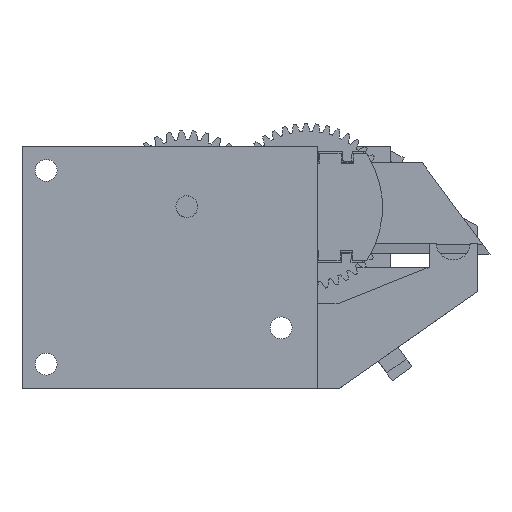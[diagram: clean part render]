
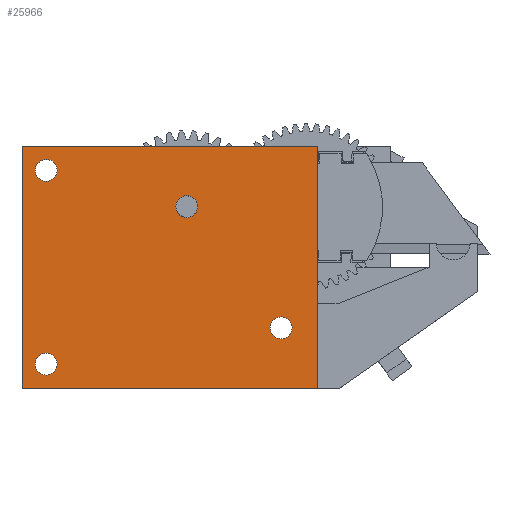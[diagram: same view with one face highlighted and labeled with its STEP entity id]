
A CAD part, front view. The second image highlights one B-rep face of the part: STEP entity #25966.
In plain terms, the highlighted face is planar.
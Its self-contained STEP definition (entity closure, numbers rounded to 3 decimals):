
#648=FACE_BOUND('',#5763,.T.);
#649=FACE_BOUND('',#5764,.T.);
#650=FACE_BOUND('',#5765,.T.);
#651=FACE_BOUND('',#5766,.T.);
#2021=CIRCLE('',#29086,2.25);
#2023=CIRCLE('',#29089,2.25);
#2025=CIRCLE('',#29092,2.25);
#2027=CIRCLE('',#29095,2.25);
#4151=FACE_OUTER_BOUND('',#5762,.T.);
#5762=EDGE_LOOP('',(#23754,#23755,#23756,#23757));
#5763=EDGE_LOOP('',(#23758));
#5764=EDGE_LOOP('',(#23759));
#5765=EDGE_LOOP('',(#23760));
#5766=EDGE_LOOP('',(#23761));
#8045=LINE('',#44706,#10339);
#8056=LINE('',#44736,#10350);
#8058=LINE('',#44740,#10352);
#8060=LINE('',#44743,#10354);
#10339=VECTOR('',#37123,10.);
#10350=VECTOR('',#37154,10.);
#10352=VECTOR('',#37158,10.);
#10354=VECTOR('',#37162,10.);
#12630=VERTEX_POINT('',#44584);
#12632=VERTEX_POINT('',#44590);
#12634=VERTEX_POINT('',#44596);
#12636=VERTEX_POINT('',#44602);
#12670=VERTEX_POINT('',#44703);
#12671=VERTEX_POINT('',#44705);
#12680=VERTEX_POINT('',#44735);
#12681=VERTEX_POINT('',#44739);
#16296=EDGE_CURVE('',#12630,#12630,#2021,.T.);
#16299=EDGE_CURVE('',#12632,#12632,#2023,.T.);
#16302=EDGE_CURVE('',#12634,#12634,#2025,.T.);
#16305=EDGE_CURVE('',#12636,#12636,#2027,.T.);
#16356=EDGE_CURVE('',#12671,#12670,#8045,.T.);
#16371=EDGE_CURVE('',#12680,#12671,#8056,.T.);
#16373=EDGE_CURVE('',#12681,#12680,#8058,.T.);
#16375=EDGE_CURVE('',#12670,#12681,#8060,.T.);
#23754=ORIENTED_EDGE('',*,*,#16375,.T.);
#23755=ORIENTED_EDGE('',*,*,#16373,.T.);
#23756=ORIENTED_EDGE('',*,*,#16371,.T.);
#23757=ORIENTED_EDGE('',*,*,#16356,.T.);
#23758=ORIENTED_EDGE('',*,*,#16296,.T.);
#23759=ORIENTED_EDGE('',*,*,#16299,.T.);
#23760=ORIENTED_EDGE('',*,*,#16302,.T.);
#23761=ORIENTED_EDGE('',*,*,#16305,.T.);
#24518=PLANE('',#29130);
#25966=ADVANCED_FACE('',(#4151,#648,#649,#650,#651),#24518,.T.);
#29086=AXIS2_PLACEMENT_3D('',#44585,#37011,#37012);
#29089=AXIS2_PLACEMENT_3D('',#44591,#37018,#37019);
#29092=AXIS2_PLACEMENT_3D('',#44597,#37025,#37026);
#29095=AXIS2_PLACEMENT_3D('',#44603,#37032,#37033);
#29130=AXIS2_PLACEMENT_3D('',#44744,#37163,#37164);
#37011=DIRECTION('center_axis',(0.,-1.,0.));
#37012=DIRECTION('ref_axis',(1.,0.,0.));
#37018=DIRECTION('center_axis',(0.,-1.,0.));
#37019=DIRECTION('ref_axis',(1.,0.,0.));
#37025=DIRECTION('center_axis',(0.,-1.,0.));
#37026=DIRECTION('ref_axis',(1.,0.,0.));
#37032=DIRECTION('center_axis',(0.,-1.,0.));
#37033=DIRECTION('ref_axis',(1.,0.,0.));
#37123=DIRECTION('',(0.,0.,-1.));
#37154=DIRECTION('',(1.,0.,0.));
#37158=DIRECTION('',(0.,0.,1.));
#37162=DIRECTION('',(-1.,0.,0.));
#37163=DIRECTION('center_axis',(0.,1.,0.));
#37164=DIRECTION('ref_axis',(0.,0.,1.));
#44584=CARTESIAN_POINT('',(-29.25,8.,-37.5));
#44585=CARTESIAN_POINT('Origin',(-27.,8.,-37.5));
#44590=CARTESIAN_POINT('',(-58.25,8.,-45.));
#44591=CARTESIAN_POINT('Origin',(-56.,8.,-45.));
#44596=CARTESIAN_POINT('',(-58.25,8.,-5.));
#44597=CARTESIAN_POINT('Origin',(-56.,8.,-5.));
#44602=CARTESIAN_POINT('',(-9.75,8.,-12.5));
#44603=CARTESIAN_POINT('Origin',(-7.5,8.,-12.5));
#44703=CARTESIAN_POINT('',(0.,8.,-50.));
#44705=CARTESIAN_POINT('',(0.,8.,0.));
#44706=CARTESIAN_POINT('',(0.,8.,0.));
#44735=CARTESIAN_POINT('',(-61.,8.,0.));
#44736=CARTESIAN_POINT('',(-61.,8.,0.));
#44739=CARTESIAN_POINT('',(-61.,8.,-50.));
#44740=CARTESIAN_POINT('',(-61.,8.,-50.));
#44743=CARTESIAN_POINT('',(0.,8.,-50.));
#44744=CARTESIAN_POINT('Origin',(-30.5,8.,-25.));
